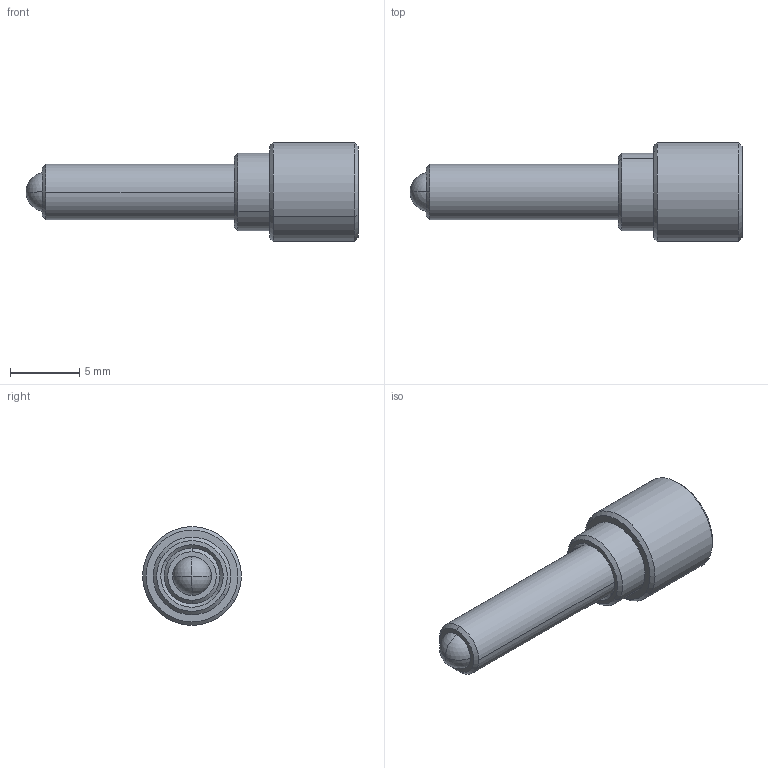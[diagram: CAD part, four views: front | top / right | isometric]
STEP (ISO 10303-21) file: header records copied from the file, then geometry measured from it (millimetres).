
FILE_DESCRIPTION (( 'STEP AP214' ), '1' );
FILE_NAME ('TTN175598-E0W.STEP', '2019-02-19T19:07:07', ( '' ), ( '' ), 'SwSTEP 2.0', 'SolidWorks 2018', '' );
FILE_SCHEMA (( 'AUTOMOTIVE_DESIGN' ));
Length unit declared in the file: inch
Products named in the file (1): TTN175598-E0W
Bounding box: 23.89 x 7.11 x 7.11 mm (x, y, z)
Volume: 457.4 mm3; surface area: 622.2 mm2
Topology: 3 solids, 3 shells, 50 faces, 114 edges, 69 vertices
Faces by surface type: cone 20, plane 14, cylinder 12, sphere 4
Entity records: 2090 total; most frequent: CARTESIAN_POINT 262, DIRECTION 252, ORIENTED_EDGE 212, EDGE_CURVE 106, AXIS2_PLACEMENT_3D 101, VERTEX_POINT 67, EDGE_LOOP 55, UNCERTAINTY_MEASURE_WITH_UNIT 55
